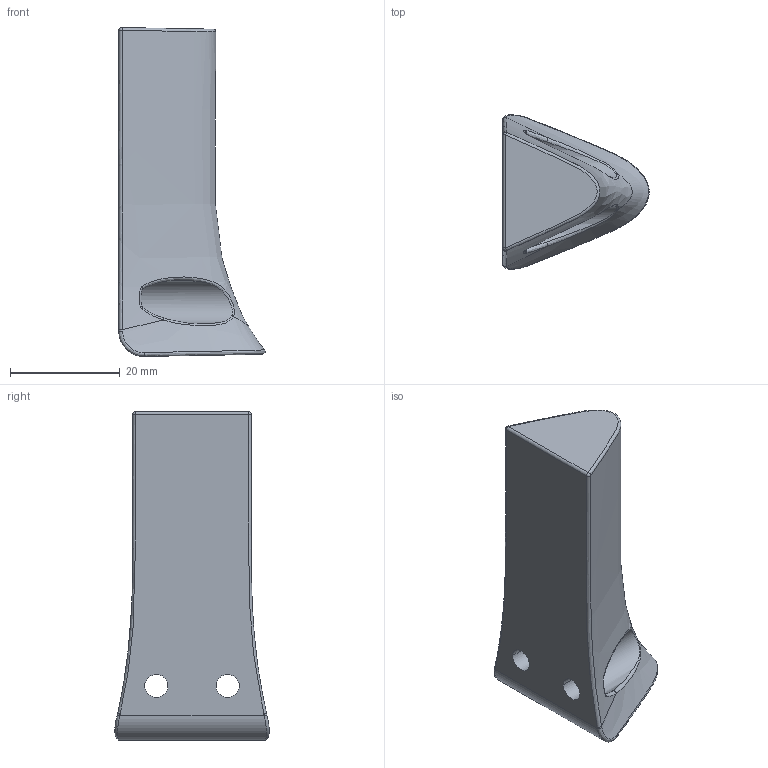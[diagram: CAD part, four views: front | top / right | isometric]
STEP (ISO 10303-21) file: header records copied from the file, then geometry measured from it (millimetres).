
FILE_DESCRIPTION (( 'STEP AP203' ), '1' );
FILE_NAME ('01.06.05.17001_N6E 电机壳阳极块.STEP', '2026-02-03T06:20:13', ( 'Windows 用户' ), ( '' ), 'SwSTEP 2.0', 'SolidWorks 2021', '' );
FILE_SCHEMA (( 'CONFIG_CONTROL_DESIGN' ));
Length unit declared in the file: millimetre
Products named in the file (1): 01.06.05.17001_N6E 萇儂褲栠憤輸
Bounding box: 26.67 x 28.13 x 59.91 mm (x, y, z)
Volume: 15622.4 mm3; surface area: 5177.7 mm2
Topology: 1 solids, 1 shells, 36 faces, 85 edges, 51 vertices
Faces by surface type: bspline 20, cylinder 9, plane 5, sphere 2
Entity records: 7582 total; most frequent: CARTESIAN_POINT 6833, ORIENTED_EDGE 170, DIRECTION 93, EDGE_CURVE 85, VERTEX_POINT 51, B_SPLINE_CURVE_WITH_KNOTS 51, AXIS2_PLACEMENT_3D 42, EDGE_LOOP 40
